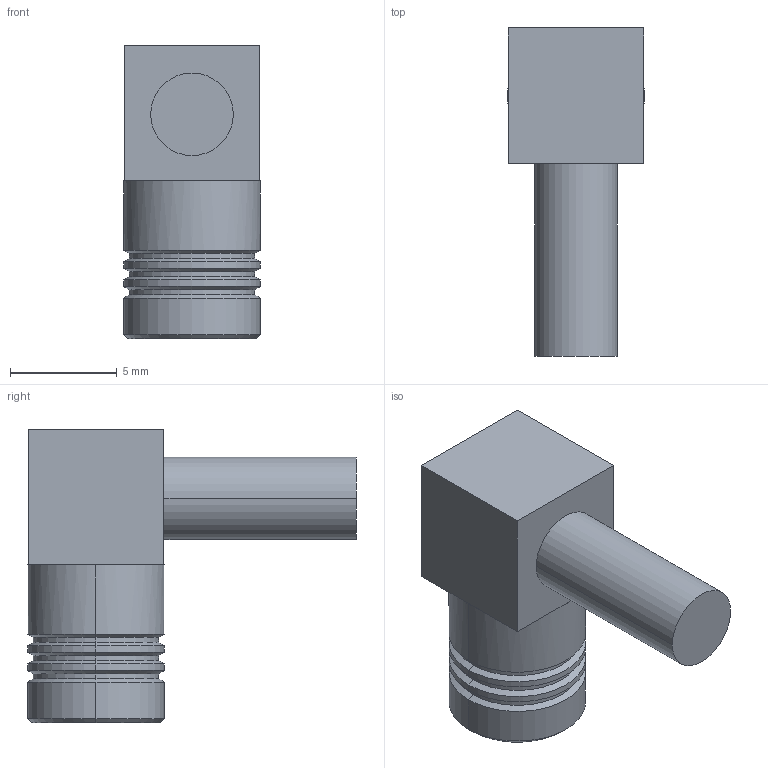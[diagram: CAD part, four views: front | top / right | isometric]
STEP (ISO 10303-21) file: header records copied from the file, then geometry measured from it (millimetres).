
FILE_DESCRIPTION (( 'STEP AP203' ), '1' );
FILE_NAME ('R114.186.107A.STEP', '2014-05-22T10:53:11', ( 'adminradiall' ), ( 'Microsoft' ), 'SwSTEP 2.0', 'SolidWorks 2014', '' );
FILE_SCHEMA (( 'CONFIG_CONTROL_DESIGN' ));
Length unit declared in the file: millimetre
Products named in the file (1): R114.186.107A
Bounding box: 6.4 x 15.38 x 13.73 mm (x, y, z)
Volume: 536.8 mm3; surface area: 696.7 mm2
Topology: 1 solids, 1 shells, 162 faces, 388 edges, 239 vertices
Faces by surface type: cone 55, cylinder 47, plane 46, torus 14
Entity records: 4951 total; most frequent: CARTESIAN_POINT 1148, DIRECTION 794, ORIENTED_EDGE 776, EDGE_CURVE 388, AXIS2_PLACEMENT_3D 327, VERTEX_POINT 239, EDGE_LOOP 173, CIRCLE 164
